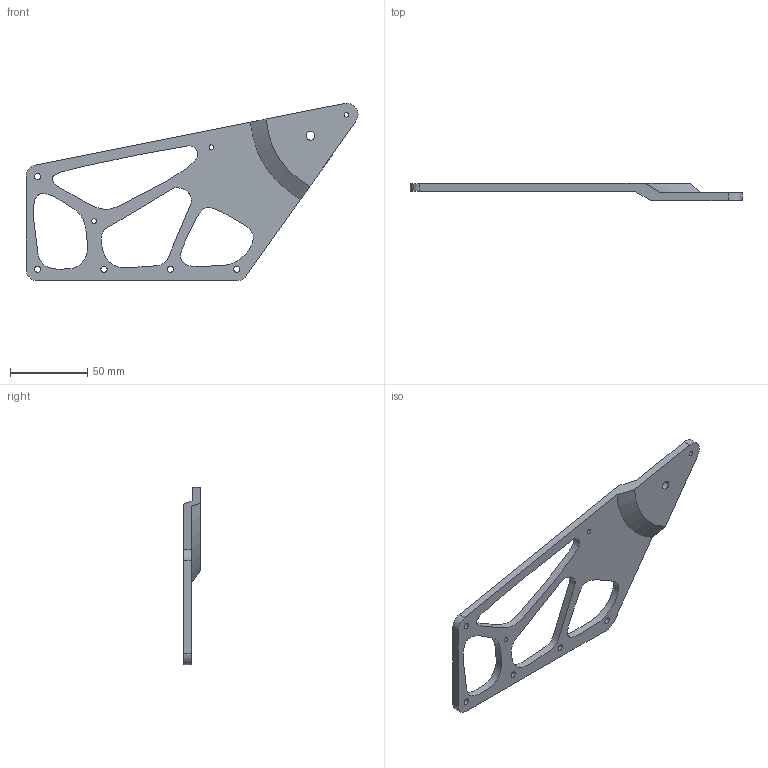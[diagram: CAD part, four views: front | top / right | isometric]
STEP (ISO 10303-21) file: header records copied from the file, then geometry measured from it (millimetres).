
FILE_DESCRIPTION(('STEP AP242'), '1');
FILE_NAME('âíóòðåííÿÿ ðàìà', '', ('UNSPECIFIED'), ('UNSPECIFIED'), 'C3D Converter', 'C3D Toolkit', '');
FILE_SCHEMA(('AP242_MANAGED_MODEL_BASED_3D_ENGINEERING_MIM_LF { 1 0 10303 442 1 1 4 }'));
Length unit declared in the file: millimetre
Bounding box: 214.98 x 11 x 115 mm (x, y, z)
Volume: 51027.4 mm3; surface area: 26701.3 mm2
Topology: 1 solids, 1 shells, 33 faces, 86 edges, 57 vertices
Faces by surface type: cylinder 13, plane 10, extrusion 6, cone 2, bspline 2
Full cylindrical faces by diameter (mm): 3 x3, 4 x5, 5.7 x1
Entity records: 3268 total; most frequent: CARTESIAN_POINT 2175, DIRECTION 138, ORIENTED_EDGE 136, EDGE_LOOP 78, EDGE_CURVE 68, AXIS2_PLACEMENT_3D 56, VERTEX_POINT 56, FACE_BOUND 44
